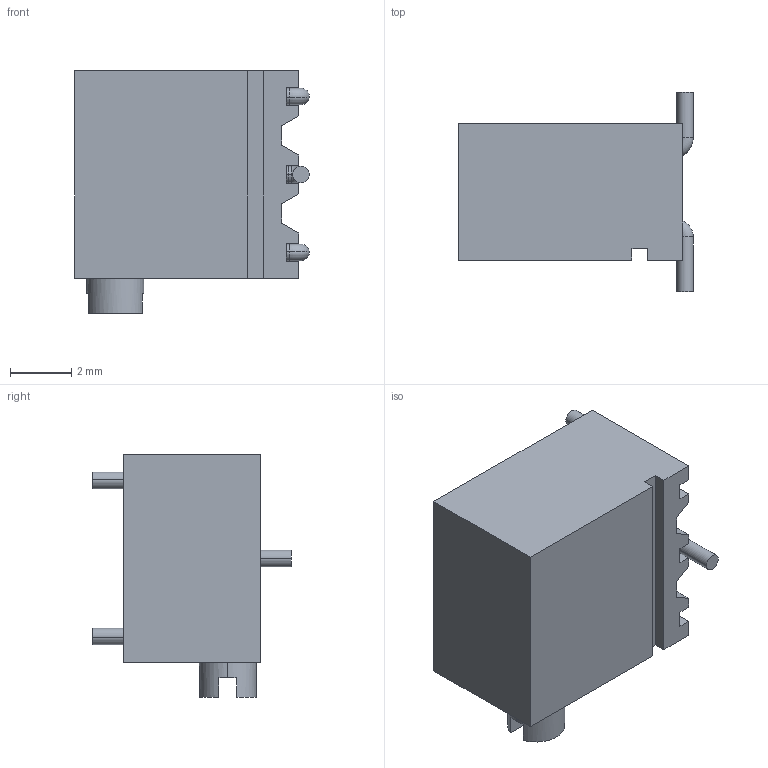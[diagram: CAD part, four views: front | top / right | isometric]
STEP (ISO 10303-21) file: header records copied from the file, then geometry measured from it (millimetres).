
FILE_DESCRIPTION((''),'2;1');
FILE_NAME('84X_SW0001','2013-03-14T',('BMozley'),(''),'PRO/ENGINEER BY PARAMETRIC TECHNOLOGY CORPORATION, 2012480','PRO/ENGINEER BY PARAMETRIC TECHNOLOGY CORPORATION, 2012480','');
FILE_SCHEMA(('CONFIG_CONTROL_DESIGN'));
Length unit declared in the file: inch
Products named in the file (1): 84X_SW0001
Bounding box: 7.63 x 6.48 x 7.9 mm (x, y, z)
Volume: 208.3 mm3; surface area: 296.9 mm2
Topology: 1 solids, 2 shells, 128 faces, 329 edges, 206 vertices
Faces by surface type: plane 82, cylinder 26, torus 14, cone 4, bspline 2
Entity records: 4032 total; most frequent: CARTESIAN_POINT 848, ORIENTED_EDGE 658, DIRECTION 647, EDGE_CURVE 329, VECTOR 235, LINE 235, AXIS2_PLACEMENT_3D 206, VERTEX_POINT 206
